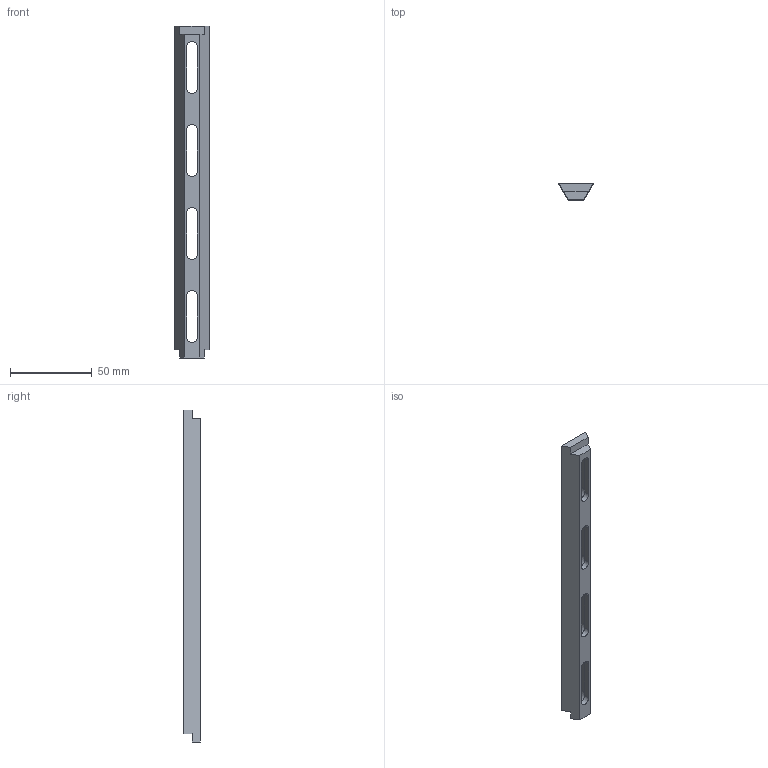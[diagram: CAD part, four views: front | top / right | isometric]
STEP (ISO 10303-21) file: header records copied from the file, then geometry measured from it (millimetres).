
FILE_DESCRIPTION (( 'STEP AP214' ), '1' );
FILE_NAME ('51ORL-4(M).STEP', '2018-09-10T05:38:12', ( '' ), ( '' ), 'SwSTEP 2.0', 'SolidWorks 2016', '' );
FILE_SCHEMA (( 'AUTOMOTIVE_DESIGN' ));
Length unit declared in the file: millimetre
Products named in the file (1): 51ORL-4(M)
Bounding box: 21 x 10 x 203.2 mm (x, y, z)
Surface area: 12699.9 mm2 (no closed solid volume)
Topology: 0 solids, 1 shells, 46 faces, 120 edges, 80 vertices
Faces by surface type: plane 30, cylinder 16
Entity records: 1961 total; most frequent: CARTESIAN_POINT 247, DIRECTION 246, ORIENTED_EDGE 240, EDGE_CURVE 120, LINE 88, VECTOR 88, VERTEX_POINT 80, AXIS2_PLACEMENT_3D 79
